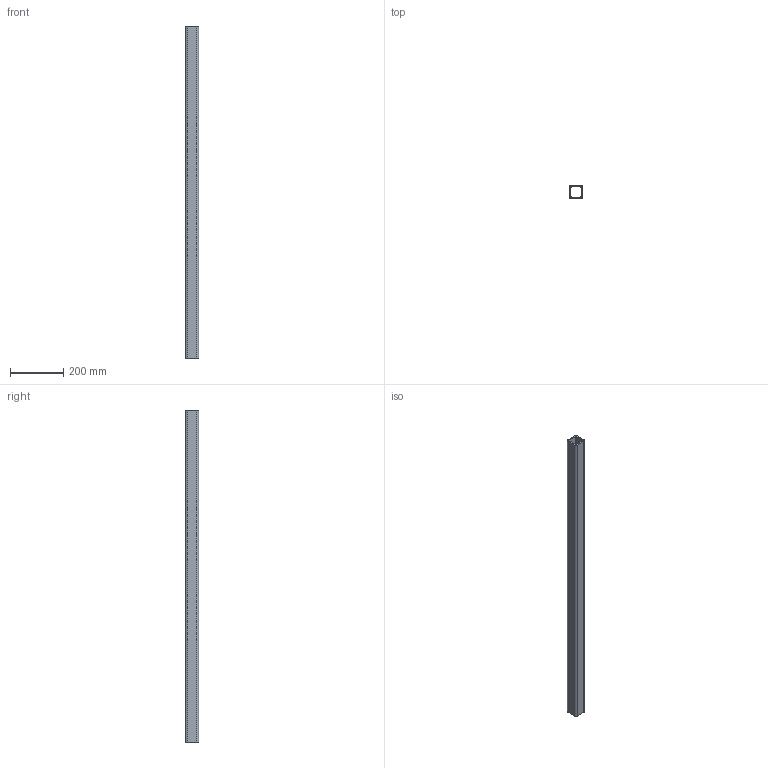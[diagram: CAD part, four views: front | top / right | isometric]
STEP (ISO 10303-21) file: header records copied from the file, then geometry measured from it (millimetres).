
FILE_DESCRIPTION(/* description */ (''),/* implementation_level */ '2;1');
FILE_NAME(/* name */ 'LEG_50.stp',/* time_stamp */ '2025-04-12T17:20:41+03:00',/* author */ ('User'),/* organization */ (''),/* preprocessor_version */ 'ST-DEVELOPER v19',/* originating_system */ 'Autodesk Inventor 2023',/* authorisation */ '');
FILE_SCHEMA (('AUTOMOTIVE_DESIGN { 1 0 10303 214 3 1 1 }'));
Length unit declared in the file: millimetre
Products named in the file (5): LEG_50; LEG; Frame 1744274640469; Skeleton 1744274640470; ISO 12633-2 50x50x5 1744274642458
Assembly tree (4 placements, depth 3):
  LEG_50
    LEG
    Frame 1744274640469
      Skeleton 1744274640470
      ISO 12633-2 50x50x5 1744274642458
Bounding box: 50 x 50 x 1250 mm (x, y, z)
Volume: 1071349.5 mm3; surface area: 430254 mm2
Topology: 1 solids, 1 shells, 18 faces, 49 edges, 34 vertices
Faces by surface type: plane 10, cylinder 8
Entity records: 782 total; most frequent: DIRECTION 120, CARTESIAN_POINT 110, ORIENTED_EDGE 96, EDGE_CURVE 48, AXIS2_PLACEMENT_3D 44, LINE 32, VECTOR 32, VERTEX_POINT 32
